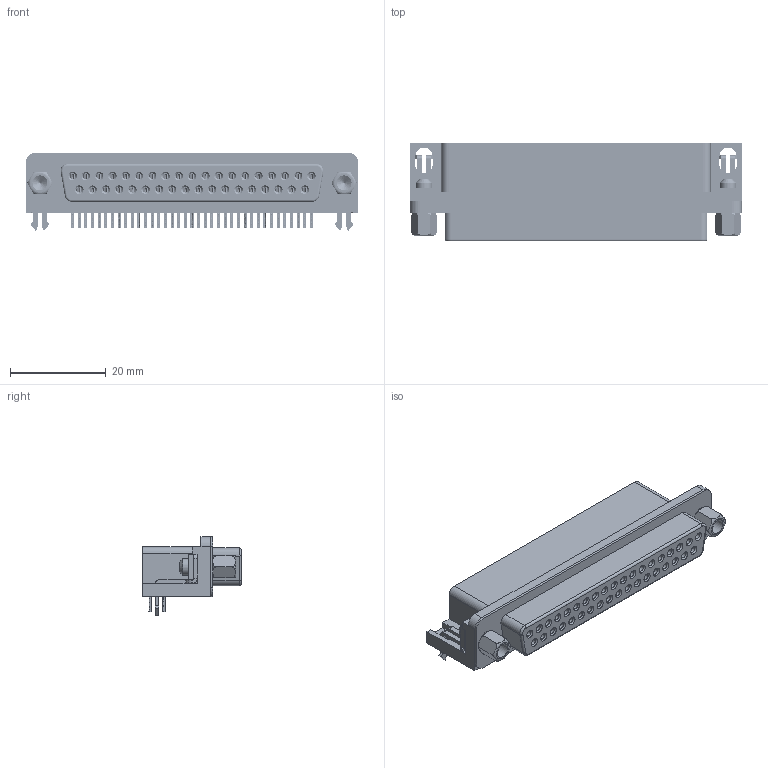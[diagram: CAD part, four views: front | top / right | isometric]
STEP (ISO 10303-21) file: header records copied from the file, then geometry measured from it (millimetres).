
FILE_DESCRIPTION(/* description */ ('Unknown'),/* implementation_level */ '2;1');
FILE_NAME(/* name */ '618037231321',/* time_stamp */ '2018-11-15T13:20:14+01:00',/* author */ ('Unknown'),/* organization */ ('Unknown'),/* preprocessor_version */ 'ST-DEVELOPER v16.7',/* originating_system */ 'DEX',/* authorisation */ $);
FILE_SCHEMA (('AUTOMOTIVE_DESIGN {1 0 10303 214 3 1 1}'));
Length unit declared in the file: millimetre
Products named in the file (9): 6180xx231321; 6180372xxx21; 6180xx2xxx21_PIN _COURTE; 6180xx2xxx21_PIN _LONGUE; 6180372xxx21_ARRIERE; 6180xx23xx21_CLIP; 6180xx2xxx21_SERRAGE; 6180xx2xxx21_VISSE
Assembly tree (46 placements, depth 2):
  6180xx231321
    6180372xxx21
    6180xx2xxx21_PIN _COURTE  x18
    6180xx2xxx21_PIN _LONGUE  x19
    6180372xxx21_ARRIERE
    6180372xxx21
    6180xx23xx21_CLIP  x2
    6180xx2xxx21_SERRAGE  x2
    6180xx2xxx21_VISSE  x2
Bounding box: 69.32 x 20.65 x 16.35 mm (x, y, z)
Volume: 10346.8 mm3; surface area: 18117.1 mm2
Topology: 46 solids, 46 shells, 4292 faces, 12315 edges, 8153 vertices
Faces by surface type: plane 2940, cylinder 923, bspline 370, cone 47, torus 12
Full cylindrical faces by diameter (mm): 1.2 x37, 3.121 x4, 3.5 x2, 4 x8
Entity records: 42050 total; most frequent: CARTESIAN_POINT 11329, ORIENTED_EDGE 6280, DIRECTION 5920, EDGE_CURVE 3140, LINE 2736, VECTOR 2736, VERTEX_POINT 2071, AXIS2_PLACEMENT_3D 1592
